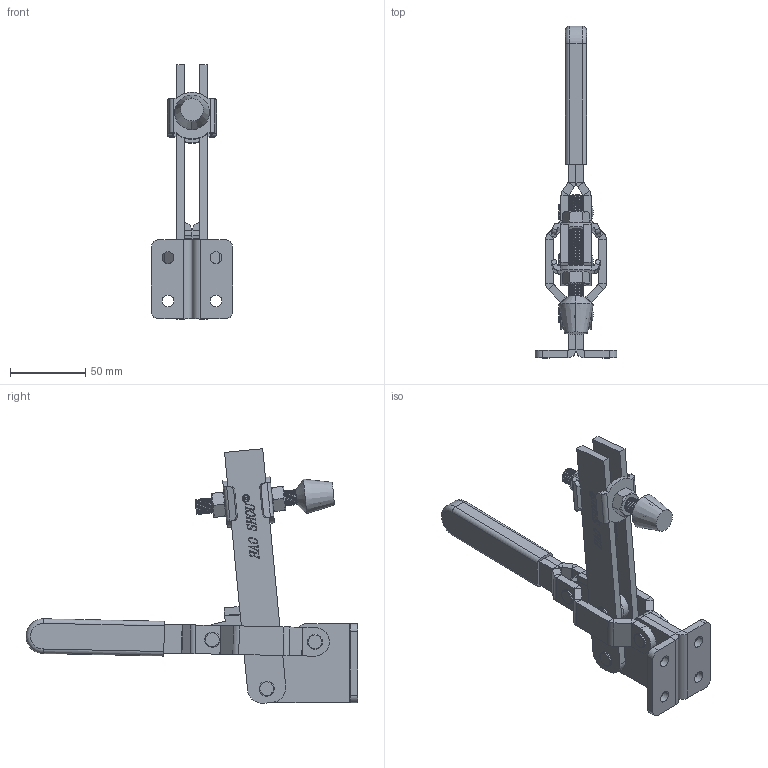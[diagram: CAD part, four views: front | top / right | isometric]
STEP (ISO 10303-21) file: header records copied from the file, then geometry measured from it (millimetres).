
FILE_DESCRIPTION (( 'STEP AP203' ), '1' );
FILE_NAME ('HS-12305.STEP', '2019-09-23T12:17:54', ( '微软用户' ), ( '微软中国' ), 'SwSTEP 2.0', 'SolidWorks 2012', '' );
FILE_SCHEMA (( 'CONFIG_CONTROL_DESIGN' ));
Length unit declared in the file: millimetre
Products named in the file (15): HS-12305; hex nuts, style 1-grades ab gb_GB_FASTENER_NUT_SNAB1 M10-N; hexagon head bolts-full thread gb_GB_FASTENER_BOLT_STBAB A M10X80-S; 揤輸; FW-21384; 忒參杶; 傻种; 蟀裝酘; 蟀裝衵; 羲諳揤參; 眻忒梟蚾饜极; 眻忒梟; 楊擘菁釱蚾饜极; 楊擘菁釱酘; 楊擘菁釱衵
Assembly tree (21 placements, depth 3):
  HS-12305
    楊擘菁釱蚾饜极
      楊擘菁釱衵
      楊擘菁釱酘
    眻忒梟蚾饜极
      眻忒梟  x2
    羲諳揤參  x2
    蟀裝衵
    蟀裝酘
    傻种  x4
    忒參杶
    FW-21384  x2
    揤輸
    hexagon head bolts-full thread gb_GB_FASTENER_BOLT_STBAB A M10X80-S
    hex nuts, style 1-grades ab gb_GB_FASTENER_NUT_SNAB1 M10-N  x2
Bounding box: 54 x 219.96 x 168.72 mm (x, y, z)
Volume: 163307.6 mm3; surface area: 94095.3 mm2
Topology: 19 solids, 19 shells, 1568 faces, 3796 edges, 2322 vertices
Faces by surface type: plane 606, cone 342, cylinder 318, bspline 284, torus 10, sphere 8
Entity records: 39251 total; most frequent: CARTESIAN_POINT 13391, ORIENTED_EDGE 5052, DIRECTION 4854, EDGE_CURVE 2526, AXIS2_PLACEMENT_3D 1686, VERTEX_POINT 1495, LINE 1482, VECTOR 1482
